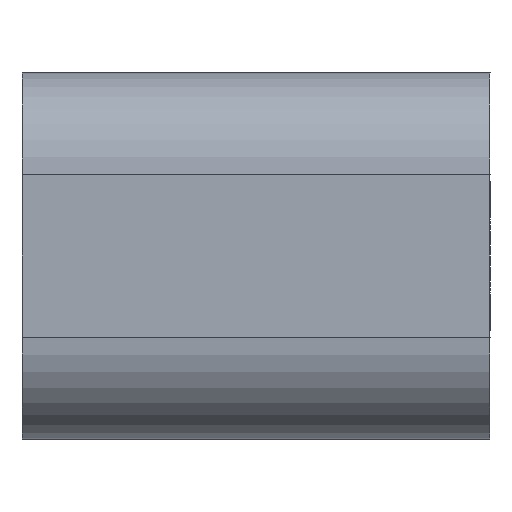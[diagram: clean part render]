
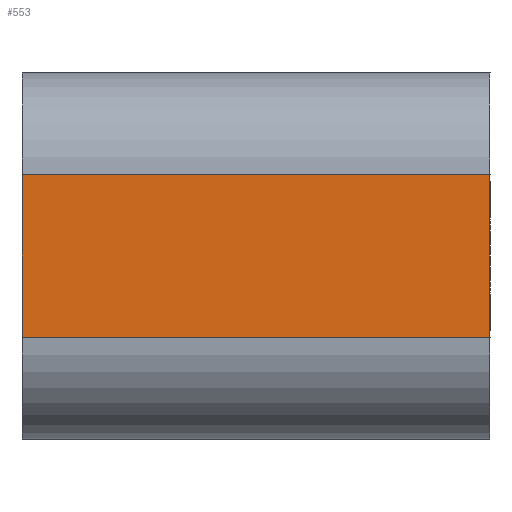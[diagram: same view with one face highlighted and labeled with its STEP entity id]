
A CAD part, left-side view. The second image highlights one B-rep face of the part: STEP entity #553.
In plain terms, the highlighted planar face has unit normal (-1, 0, 0).
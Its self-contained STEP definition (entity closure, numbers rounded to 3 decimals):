
#73=FACE_OUTER_BOUND('',#103,.T.);
#103=EDGE_LOOP('',(#481,#482,#483,#484));
#118=LINE('',#800,#176);
#127=LINE('',#828,#185);
#128=LINE('',#831,#186);
#165=LINE('',#929,#223);
#176=VECTOR('',#636,10.);
#185=VECTOR('',#661,10.);
#186=VECTOR('',#664,10.);
#223=VECTOR('',#767,10.);
#235=VERTEX_POINT('',#797);
#236=VERTEX_POINT('',#799);
#247=VERTEX_POINT('',#826);
#248=VERTEX_POINT('',#830);
#287=EDGE_CURVE('',#236,#235,#118,.T.);
#302=EDGE_CURVE('',#247,#235,#127,.T.);
#303=EDGE_CURVE('',#248,#236,#128,.T.);
#353=EDGE_CURVE('',#247,#248,#165,.T.);
#481=ORIENTED_EDGE('',*,*,#302,.F.);
#482=ORIENTED_EDGE('',*,*,#353,.T.);
#483=ORIENTED_EDGE('',*,*,#303,.T.);
#484=ORIENTED_EDGE('',*,*,#287,.T.);
#525=PLANE('',#615);
#553=ADVANCED_FACE('',(#73),#525,.T.);
#615=AXIS2_PLACEMENT_3D('',#928,#765,#766);
#636=DIRECTION('',(0.,0.,-1.));
#661=DIRECTION('',(0.,1.,0.));
#664=DIRECTION('',(0.,1.,0.));
#765=DIRECTION('center_axis',(-1.,0.,0.));
#766=DIRECTION('ref_axis',(0.,0.,1.));
#767=DIRECTION('',(0.,0.,1.));
#797=CARTESIAN_POINT('',(-11.5,11.5,2.5));
#799=CARTESIAN_POINT('',(-11.5,11.5,6.5));
#800=CARTESIAN_POINT('',(-11.5,11.5,3.5));
#826=CARTESIAN_POINT('',(-11.5,0.,2.5));
#828=CARTESIAN_POINT('',(-11.5,0.,2.5));
#830=CARTESIAN_POINT('',(-11.5,0.,6.5));
#831=CARTESIAN_POINT('',(-11.5,0.,6.5));
#928=CARTESIAN_POINT('Origin',(-11.5,1.5,4.5));
#929=CARTESIAN_POINT('',(-11.5,0.,9.));
